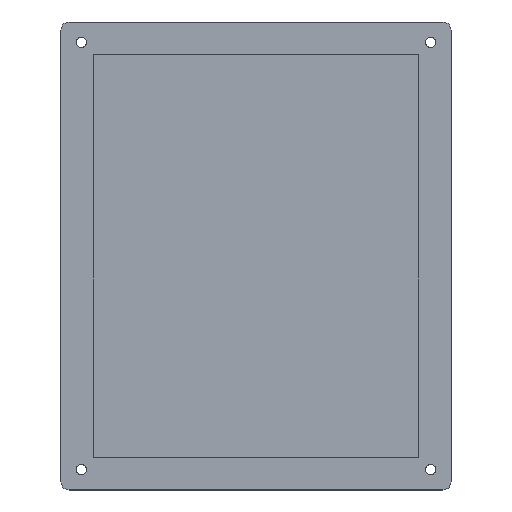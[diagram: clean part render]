
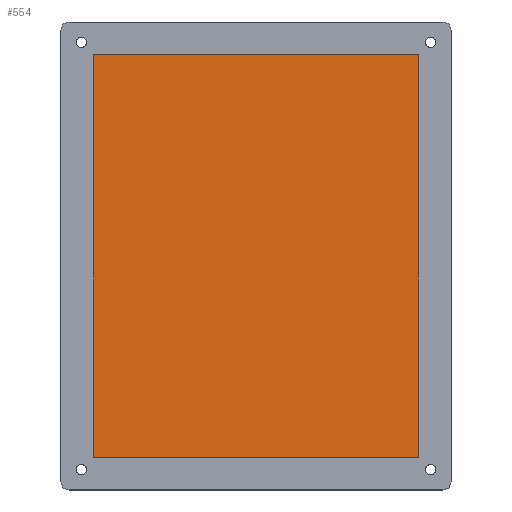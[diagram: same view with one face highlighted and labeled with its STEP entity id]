
A CAD part, top view. The second image highlights one B-rep face of the part: STEP entity #554.
In plain terms, the highlighted planar face has unit normal (0, 0, 1).
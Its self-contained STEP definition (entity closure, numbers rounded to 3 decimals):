
#31=PLANE('',#592);
#48=FACE_OUTER_BOUND('',#78,.T.);
#78=EDGE_LOOP('',(#397,#398,#399,#400,#401,#402,#403,#404));
#122=LINE('',#841,#174);
#123=LINE('',#845,#175);
#124=LINE('',#847,#176);
#125=LINE('',#849,#177);
#126=LINE('',#851,#178);
#127=LINE('',#853,#179);
#128=LINE('',#855,#180);
#129=LINE('',#856,#181);
#174=VECTOR('',#670,10.);
#175=VECTOR('',#675,10.);
#176=VECTOR('',#676,10.);
#177=VECTOR('',#677,10.);
#178=VECTOR('',#678,10.);
#179=VECTOR('',#679,10.);
#180=VECTOR('',#680,10.);
#181=VECTOR('',#681,10.);
#255=VERTEX_POINT('',#838);
#256=VERTEX_POINT('',#840);
#257=VERTEX_POINT('',#844);
#258=VERTEX_POINT('',#846);
#259=VERTEX_POINT('',#848);
#260=VERTEX_POINT('',#850);
#261=VERTEX_POINT('',#852);
#262=VERTEX_POINT('',#854);
#311=EDGE_CURVE('',#255,#256,#122,.T.);
#313=EDGE_CURVE('',#257,#255,#123,.T.);
#314=EDGE_CURVE('',#258,#257,#124,.T.);
#315=EDGE_CURVE('',#259,#258,#125,.T.);
#316=EDGE_CURVE('',#260,#259,#126,.T.);
#317=EDGE_CURVE('',#261,#260,#127,.T.);
#318=EDGE_CURVE('',#262,#261,#128,.T.);
#319=EDGE_CURVE('',#256,#262,#129,.T.);
#397=ORIENTED_EDGE('',*,*,#311,.F.);
#398=ORIENTED_EDGE('',*,*,#313,.F.);
#399=ORIENTED_EDGE('',*,*,#314,.F.);
#400=ORIENTED_EDGE('',*,*,#315,.F.);
#401=ORIENTED_EDGE('',*,*,#316,.F.);
#402=ORIENTED_EDGE('',*,*,#317,.F.);
#403=ORIENTED_EDGE('',*,*,#318,.F.);
#404=ORIENTED_EDGE('',*,*,#319,.F.);
#554=ADVANCED_FACE('',(#48),#31,.F.);
#592=AXIS2_PLACEMENT_3D('',#843,#673,#674);
#670=DIRECTION('',(0.,1.,0.));
#673=DIRECTION('center_axis',(0.,0.,-1.));
#674=DIRECTION('ref_axis',(-1.,0.,0.));
#675=DIRECTION('',(1.,0.,0.));
#676=DIRECTION('',(0.,1.,0.));
#677=DIRECTION('',(-1.,0.,0.));
#678=DIRECTION('',(0.,-1.,0.));
#679=DIRECTION('',(1.,0.,0.));
#680=DIRECTION('',(0.,-1.,0.));
#681=DIRECTION('',(1.,0.,0.));
#838=CARTESIAN_POINT('',(49.,0.5,-9.));
#840=CARTESIAN_POINT('',(49.,8.5,-9.));
#841=CARTESIAN_POINT('',(49.,-24.194,-9.));
#843=CARTESIAN_POINT('Origin',(39.338,-48.888,-9.));
#844=CARTESIAN_POINT('',(-0.5,0.5,-9.));
#845=CARTESIAN_POINT('',(17.079,0.5,-9.));
#846=CARTESIAN_POINT('',(-0.5,-98.275,-9.));
#847=CARTESIAN_POINT('',(-0.5,-98.275,-9.));
#848=CARTESIAN_POINT('',(79.175,-98.275,-9.));
#849=CARTESIAN_POINT('',(-0.5,-98.275,-9.));
#850=CARTESIAN_POINT('',(79.175,0.5,-9.));
#851=CARTESIAN_POINT('',(79.175,-98.275,-9.));
#852=CARTESIAN_POINT('',(63.,0.5,-9.));
#853=CARTESIAN_POINT('',(17.079,0.5,-9.));
#854=CARTESIAN_POINT('',(63.,8.5,-9.));
#855=CARTESIAN_POINT('',(63.,-24.194,-9.));
#856=CARTESIAN_POINT('',(27.75,8.5,-9.));
